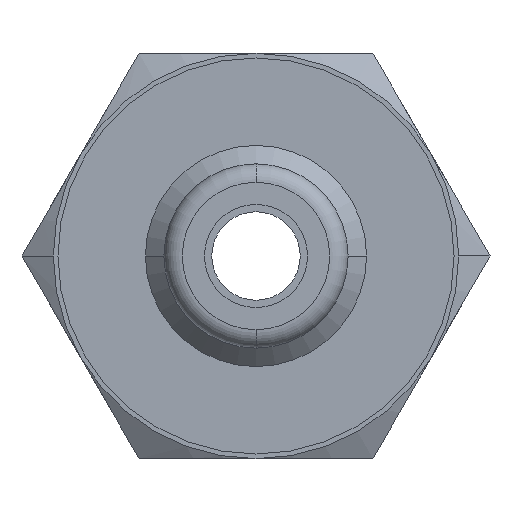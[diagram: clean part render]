
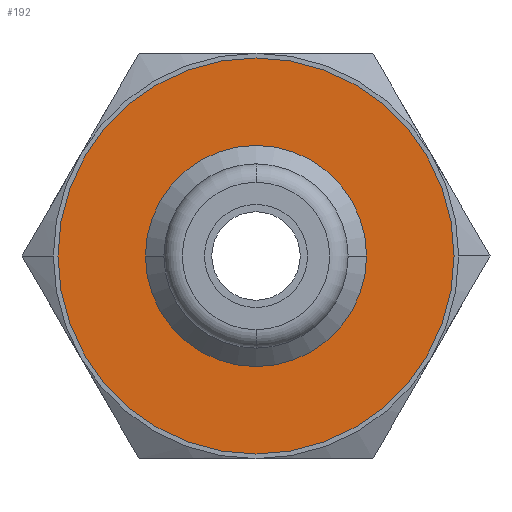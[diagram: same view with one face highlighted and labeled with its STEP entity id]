
A CAD part, front view. The second image highlights one B-rep face of the part: STEP entity #192.
In plain terms, the highlighted planar face has unit normal (0, -1, 0).
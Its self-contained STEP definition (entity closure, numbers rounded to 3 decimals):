
#192=ADVANCED_FACE('',(#398,#399),#400,.T.);
#398=FACE_OUTER_BOUND('',#613,.T.);
#399=FACE_BOUND('',#614,.T.);
#400=PLANE('',#615);
#613=EDGE_LOOP('',(#1088,#1089));
#614=EDGE_LOOP('',(#1090,#1091));
#615=AXIS2_PLACEMENT_3D('',#1092,#1093,#1094);
#1088=ORIENTED_EDGE('',*,*,#1390,.T.);
#1089=ORIENTED_EDGE('',*,*,#1258,.T.);
#1090=ORIENTED_EDGE('',*,*,#1214,.F.);
#1091=ORIENTED_EDGE('',*,*,#1391,.F.);
#1092=CARTESIAN_POINT('',(0.0,20.0,0.0));
#1093=DIRECTION('',(0.0,-1.0,0.0));
#1094=DIRECTION('',(-1.0,0.0,0.0));
#1214=EDGE_CURVE('',#1424,#1420,#1426,.T.);
#1258=EDGE_CURVE('',#1497,#1494,#1498,.T.);
#1390=EDGE_CURVE('',#1494,#1497,#1684,.T.);
#1391=EDGE_CURVE('',#1420,#1424,#1685,.T.);
#1420=VERTEX_POINT('',#1714);
#1424=VERTEX_POINT('',#1719);
#1426=CIRCLE('',#1722,6.0);
#1494=VERTEX_POINT('',#1806);
#1497=VERTEX_POINT('',#1810);
#1498=CIRCLE('',#1811,10.75);
#1684=CIRCLE('',#2282,10.75);
#1685=CIRCLE('',#2283,6.0);
#1714=CARTESIAN_POINT('',(6.0,20.0,0.));
#1719=CARTESIAN_POINT('',(-6.0,20.0,0.));
#1722=AXIS2_PLACEMENT_3D('',#2315,#2316,#2317);
#1806=CARTESIAN_POINT('',(10.75,20.0,0.0));
#1810=CARTESIAN_POINT('',(-10.75,20.0,0.));
#1811=AXIS2_PLACEMENT_3D('',#2383,#2384,#2385);
#2282=AXIS2_PLACEMENT_3D('',#2542,#2543,#2544);
#2283=AXIS2_PLACEMENT_3D('',#2545,#2546,#2547);
#2315=CARTESIAN_POINT('',(0.0,20.0,0.0));
#2316=DIRECTION('',(0.0,-1.0,0.0));
#2317=DIRECTION('',(1.0,0.0,0.0));
#2383=CARTESIAN_POINT('',(0.0,20.0,0.0));
#2384=DIRECTION('',(0.0,-1.0,0.0));
#2385=DIRECTION('',(1.0,0.0,0.0));
#2542=CARTESIAN_POINT('',(0.0,20.0,0.0));
#2543=DIRECTION('',(0.0,-1.0,0.0));
#2544=DIRECTION('',(1.0,0.0,0.0));
#2545=CARTESIAN_POINT('',(0.0,20.0,0.0));
#2546=DIRECTION('',(0.0,-1.0,0.0));
#2547=DIRECTION('',(1.0,0.0,0.0));
